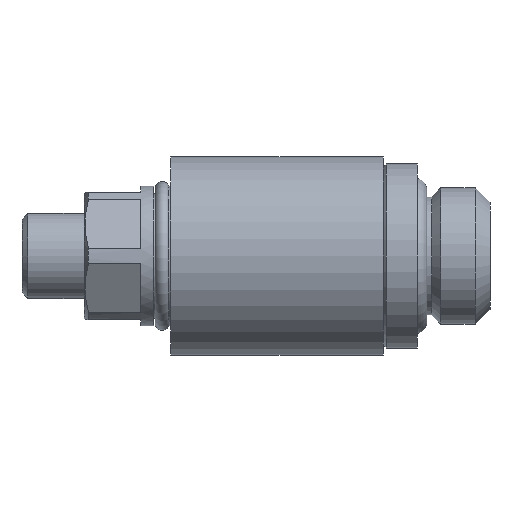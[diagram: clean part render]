
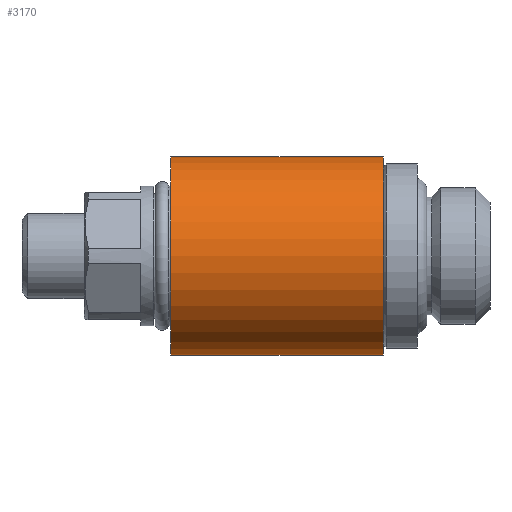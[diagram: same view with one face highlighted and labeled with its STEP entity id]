
A CAD part, left-side view. The second image highlights one B-rep face of the part: STEP entity #3170.
In plain terms, the highlighted cylindrical face has radius 7 mm (diameter 14 mm), a partial arc.
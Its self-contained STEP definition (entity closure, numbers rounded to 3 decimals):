
#155 = AXIS2_PLACEMENT_3D ( 'NONE', #2780, #2776, #2782 ) ;
#169 = AXIS2_PLACEMENT_3D ( 'NONE', #2745, #2746, #2747 ) ;
#171 = CIRCLE ( 'NONE', #169, 7. ) ;
#285 = VECTOR ( 'NONE', #1148, 1000. ) ;
#294 = VECTOR ( 'NONE', #1143, 1000. ) ;
#398 = EDGE_LOOP ( 'NONE', ( #1476, #1475, #1474, #1473 ) ) ;
#440 = EDGE_CURVE ( 'NONE', #3279, #3280, #648, .T. ) ;
#648 = CIRCLE ( 'NONE', #663, 7. ) ;
#663 = AXIS2_PLACEMENT_3D ( 'NONE', #1668, #1669, #1670 ) ;
#975 = CARTESIAN_POINT ( 'NONE',  ( 0., 22.9, 7. ) ) ;
#1081 = CARTESIAN_POINT ( 'NONE',  ( 0., 25.766, -7. ) ) ;
#1137 = CARTESIAN_POINT ( 'NONE',  ( 0., 25.766, 7. ) ) ;
#1138 = LINE ( 'NONE', #1137, #285 ) ;
#1139 = LINE ( 'NONE', #1081, #294 ) ;
#1143 = DIRECTION ( 'NONE',  ( 0., 1., 0. ) ) ;
#1148 = DIRECTION ( 'NONE',  ( 0., 1., 0. ) ) ;
#1473 = ORIENTED_EDGE ( 'NONE', *, *, #2588, .T. ) ;
#1474 = ORIENTED_EDGE ( 'NONE', *, *, #2506, .T. ) ;
#1475 = ORIENTED_EDGE ( 'NONE', *, *, #440, .T. ) ;
#1476 = ORIENTED_EDGE ( 'NONE', *, *, #2504, .F. ) ;
#1551 = VERTEX_POINT ( 'NONE', #975 ) ;
#1668 = CARTESIAN_POINT ( 'NONE',  ( 0., 7.9, 0. ) ) ;
#1669 = DIRECTION ( 'NONE',  ( 0., 1., 0. ) ) ;
#1670 = DIRECTION ( 'NONE',  ( 0., 0., -1. ) ) ;
#2326 = CARTESIAN_POINT ( 'NONE',  ( 0., 7.9, -7. ) ) ;
#2327 = CARTESIAN_POINT ( 'NONE',  ( 0., 7.9, 7. ) ) ;
#2334 = CARTESIAN_POINT ( 'NONE',  ( 0., 22.9, -7. ) ) ;
#2504 = EDGE_CURVE ( 'NONE', #3279, #3287, #1139, .T. ) ;
#2506 = EDGE_CURVE ( 'NONE', #3280, #1551, #1138, .T. ) ;
#2588 = EDGE_CURVE ( 'NONE', #1551, #3287, #171, .T. ) ;
#2745 = CARTESIAN_POINT ( 'NONE',  ( 0., 22.9, 0. ) ) ;
#2746 = DIRECTION ( 'NONE',  ( 0., -1., 0. ) ) ;
#2747 = DIRECTION ( 'NONE',  ( 0., 0., 1. ) ) ;
#2776 = DIRECTION ( 'NONE',  ( 0., 1., 0. ) ) ;
#2779 = FACE_OUTER_BOUND ( 'NONE', #398, .T. ) ;
#2780 = CARTESIAN_POINT ( 'NONE',  ( 0., 25.766, 0. ) ) ;
#2781 = CYLINDRICAL_SURFACE ( 'NONE', #155, 7. ) ;
#2782 = DIRECTION ( 'NONE',  ( 0., 0., 1. ) ) ;
#3170 = ADVANCED_FACE ( 'NONE', ( #2779 ), #2781, .T. ) ;
#3279 = VERTEX_POINT ( 'NONE', #2326 ) ;
#3280 = VERTEX_POINT ( 'NONE', #2327 ) ;
#3287 = VERTEX_POINT ( 'NONE', #2334 ) ;
